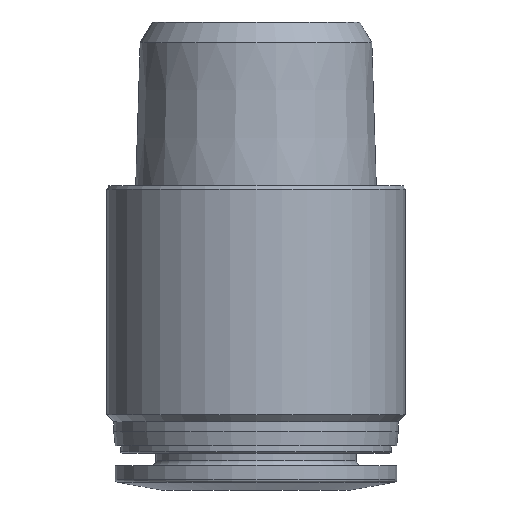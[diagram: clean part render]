
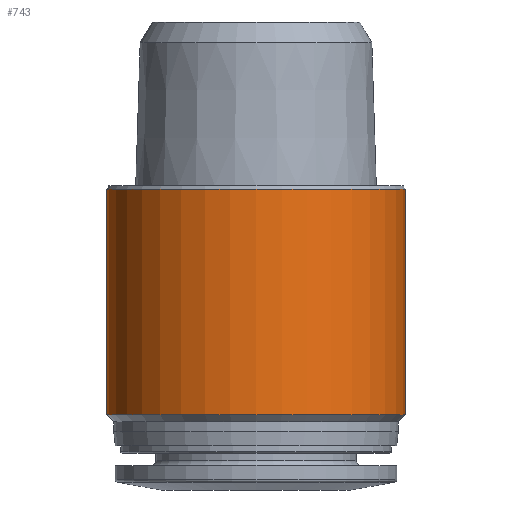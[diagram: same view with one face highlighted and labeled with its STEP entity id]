
A CAD part, front view. The second image highlights one B-rep face of the part: STEP entity #743.
In plain terms, the highlighted cylindrical face has radius 10.5 mm (diameter 21 mm), a full revolution.
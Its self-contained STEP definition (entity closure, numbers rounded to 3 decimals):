
#24=CYLINDRICAL_SURFACE('',#807,10.5);
#165=ORIENTED_EDGE('',*,*,#261,.F.);
#166=ORIENTED_EDGE('',*,*,#260,.T.);
#260=EDGE_CURVE('',#312,#312,#340,.T.);
#261=EDGE_CURVE('',#313,#313,#341,.T.);
#312=VERTEX_POINT('',#1112);
#313=VERTEX_POINT('',#1115);
#340=CIRCLE('',#806,10.5);
#341=CIRCLE('',#808,10.5);
#385=EDGE_LOOP('',(#165));
#386=EDGE_LOOP('',(#166));
#443=FACE_BOUND('',#385,.T.);
#444=FACE_BOUND('',#386,.T.);
#743=ADVANCED_FACE('',(#443,#444),#24,.T.);
#806=AXIS2_PLACEMENT_3D('',#1111,#935,#936);
#807=AXIS2_PLACEMENT_3D('',#1113,#937,#938);
#808=AXIS2_PLACEMENT_3D('',#1114,#939,#940);
#935=DIRECTION('',(0.,0.,1.));
#936=DIRECTION('',(1.,0.,0.));
#937=DIRECTION('',(0.,0.,1.));
#938=DIRECTION('',(1.,0.,0.));
#939=DIRECTION('',(0.,0.,1.));
#940=DIRECTION('',(1.,0.,0.));
#1111=CARTESIAN_POINT('',(0.,0.,-16.1));
#1112=CARTESIAN_POINT('',(10.5,0.,-16.1));
#1113=CARTESIAN_POINT('',(0.,0.,0.));
#1114=CARTESIAN_POINT('',(0.,0.,-0.26));
#1115=CARTESIAN_POINT('',(10.5,0.,-0.26));
